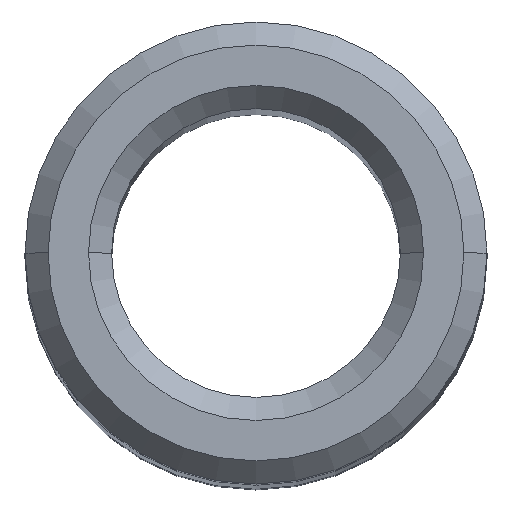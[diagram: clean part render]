
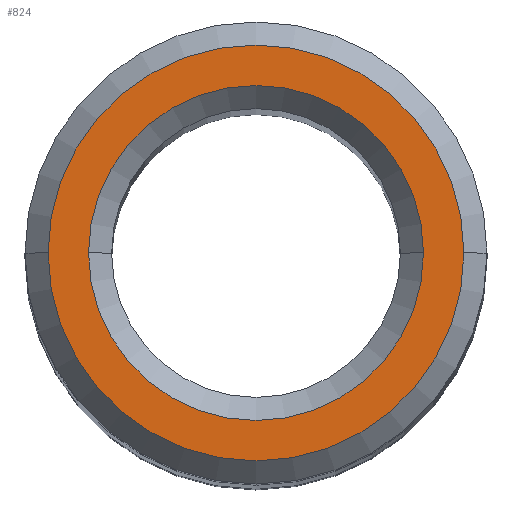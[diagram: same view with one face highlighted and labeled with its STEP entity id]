
A CAD part, top view. The second image highlights one B-rep face of the part: STEP entity #824.
In plain terms, the highlighted planar face has unit normal (0, 0, 1).
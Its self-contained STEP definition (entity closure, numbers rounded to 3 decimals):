
#8 = DIRECTION ( 'NONE',  ( 0., 0., -1. ) ) ;
#15 = ORIENTED_EDGE ( 'NONE', *, *, #399, .T. ) ;
#20 = CARTESIAN_POINT ( 'NONE',  ( 0., 0., 0. ) ) ;
#22 = DIRECTION ( 'NONE',  ( 0., 0., 1. ) ) ;
#29 = CARTESIAN_POINT ( 'NONE',  ( 0., 0., 0. ) ) ;
#30 = CARTESIAN_POINT ( 'NONE',  ( 0., 0., 0. ) ) ;
#56 = CARTESIAN_POINT ( 'NONE',  ( 0., 0., 0. ) ) ;
#65 = CIRCLE ( 'NONE', #790, 1.8 ) ;
#74 = ORIENTED_EDGE ( 'NONE', *, *, #423, .T. ) ;
#75 = DIRECTION ( 'NONE',  ( 1., 0., 0. ) ) ;
#77 = VERTEX_POINT ( 'NONE', #664 ) ;
#256 = ORIENTED_EDGE ( 'NONE', *, *, #949, .T. ) ;
#354 = CARTESIAN_POINT ( 'NONE',  ( 0., 0., 0. ) ) ;
#368 = CARTESIAN_POINT ( 'NONE',  ( 1.45, 0., 0. ) ) ;
#376 = AXIS2_PLACEMENT_3D ( 'NONE', #354, #720, #669 ) ;
#379 = DIRECTION ( 'NONE',  ( 1., 0., 0. ) ) ;
#399 = EDGE_CURVE ( 'NONE', #451, #952, #65, .T. ) ;
#423 = EDGE_CURVE ( 'NONE', #77, #688, #865, .T. ) ;
#451 = VERTEX_POINT ( 'NONE', #1018 ) ;
#459 = PLANE ( 'NONE',  #773 ) ;
#501 = ORIENTED_EDGE ( 'NONE', *, *, #707, .T. ) ;
#531 = CIRCLE ( 'NONE', #1062, 1.45 ) ;
#564 = DIRECTION ( 'NONE',  ( 0., 0., 1. ) ) ;
#604 = CARTESIAN_POINT ( 'NONE',  ( 1.8, 0., 0. ) ) ;
#638 = DIRECTION ( 'NONE',  ( 0., 0., 1. ) ) ;
#640 = FACE_BOUND ( 'NONE', #795, .T. ) ;
#664 = CARTESIAN_POINT ( 'NONE',  ( -1.45, 0., 0. ) ) ;
#669 = DIRECTION ( 'NONE',  ( 1., 0., 0. ) ) ;
#688 = VERTEX_POINT ( 'NONE', #368 ) ;
#707 = EDGE_CURVE ( 'NONE', #952, #451, #971, .T. ) ;
#720 = DIRECTION ( 'NONE',  ( 0., 0., -1. ) ) ;
#732 = DIRECTION ( 'NONE',  ( 1., 0., 0. ) ) ;
#773 = AXIS2_PLACEMENT_3D ( 'NONE', #29, #638, #732 ) ;
#790 = AXIS2_PLACEMENT_3D ( 'NONE', #56, #564, #379 ) ;
#795 = EDGE_LOOP ( 'NONE', ( #256, #74 ) ) ;
#824 = ADVANCED_FACE ( 'NONE', ( #640, #913 ), #459, .T. ) ;
#865 = CIRCLE ( 'NONE', #376, 1.45 ) ;
#913 = FACE_OUTER_BOUND ( 'NONE', #914, .T. ) ;
#914 = EDGE_LOOP ( 'NONE', ( #15, #501 ) ) ;
#949 = EDGE_CURVE ( 'NONE', #688, #77, #531, .T. ) ;
#952 = VERTEX_POINT ( 'NONE', #604 ) ;
#971 = CIRCLE ( 'NONE', #1123, 1.8 ) ;
#1018 = CARTESIAN_POINT ( 'NONE',  ( -1.8, 0., 0. ) ) ;
#1049 = DIRECTION ( 'NONE',  ( 1., 0., 0. ) ) ;
#1062 = AXIS2_PLACEMENT_3D ( 'NONE', #30, #8, #75 ) ;
#1123 = AXIS2_PLACEMENT_3D ( 'NONE', #20, #22, #1049 ) ;
